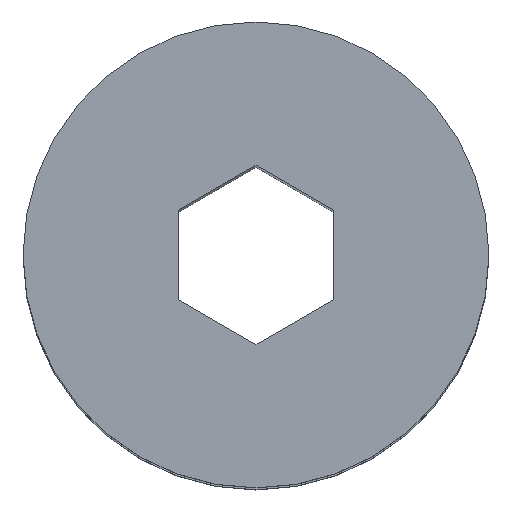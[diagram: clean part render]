
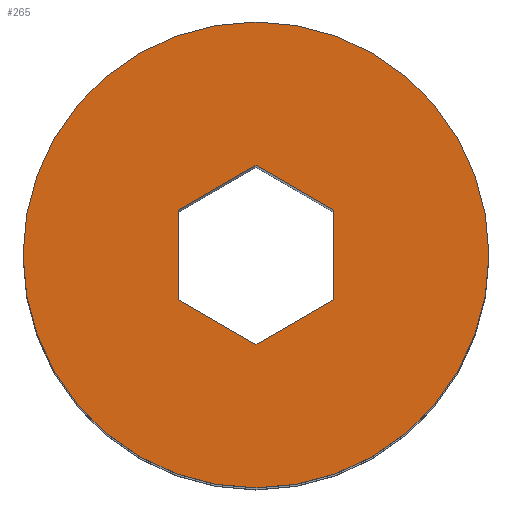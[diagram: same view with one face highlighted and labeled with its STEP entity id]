
A CAD part, top view. The second image highlights one B-rep face of the part: STEP entity #265.
In plain terms, the highlighted planar face has unit normal (0, 0, 1).
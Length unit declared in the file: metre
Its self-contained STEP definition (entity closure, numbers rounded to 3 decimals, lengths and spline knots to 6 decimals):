
#18=CIRCLE('',#343,0.01905);
#25=LINE('',#489,#45);
#26=LINE('',#492,#46);
#27=LINE('',#494,#47);
#28=LINE('',#496,#48);
#29=LINE('',#498,#49);
#30=LINE('',#500,#50);
#45=VECTOR('',#396,1.);
#46=VECTOR('',#397,1.);
#47=VECTOR('',#398,1.);
#48=VECTOR('',#399,1.);
#49=VECTOR('',#400,1.);
#50=VECTOR('',#401,1.);
#62=PLANE('',#344);
#95=ORIENTED_EDGE('',*,*,#154,.F.);
#96=ORIENTED_EDGE('',*,*,#155,.F.);
#97=ORIENTED_EDGE('',*,*,#156,.F.);
#98=ORIENTED_EDGE('',*,*,#157,.F.);
#99=ORIENTED_EDGE('',*,*,#158,.F.);
#100=ORIENTED_EDGE('',*,*,#159,.F.);
#101=ORIENTED_EDGE('',*,*,#153,.T.);
#153=EDGE_CURVE('',#184,#184,#18,.T.);
#154=EDGE_CURVE('',#185,#186,#25,.T.);
#155=EDGE_CURVE('',#187,#185,#26,.T.);
#156=EDGE_CURVE('',#188,#187,#27,.T.);
#157=EDGE_CURVE('',#189,#188,#28,.T.);
#158=EDGE_CURVE('',#190,#189,#29,.T.);
#159=EDGE_CURVE('',#186,#190,#30,.T.);
#184=VERTEX_POINT('',#487);
#185=VERTEX_POINT('',#490);
#186=VERTEX_POINT('',#491);
#187=VERTEX_POINT('',#493);
#188=VERTEX_POINT('',#495);
#189=VERTEX_POINT('',#497);
#190=VERTEX_POINT('',#499);
#211=EDGE_LOOP('',(#95,#96,#97,#98,#99,#100));
#212=EDGE_LOOP('',(#101));
#235=FACE_BOUND('',#211,.T.);
#236=FACE_BOUND('',#212,.T.);
#265=ADVANCED_FACE('',(#235,#236),#62,.F.);
#343=AXIS2_PLACEMENT_3D('',#486,#392,#393);
#344=AXIS2_PLACEMENT_3D('',#488,#394,#395);
#392=DIRECTION('',(0.,0.,1.));
#393=DIRECTION('',(1.,0.,0.));
#394=DIRECTION('',(0.,0.,-1.));
#395=DIRECTION('',(-1.,0.,0.));
#396=DIRECTION('',(0.,-1.,0.));
#397=DIRECTION('',(-0.866,-0.5,0.));
#398=DIRECTION('',(-0.866,0.5,0.));
#399=DIRECTION('',(0.,1.,0.));
#400=DIRECTION('',(0.866,0.5,0.));
#401=DIRECTION('',(0.866,-0.5,0.));
#486=CARTESIAN_POINT('',(0.,0.,0.1016));
#487=CARTESIAN_POINT('',(0.01905,0.,0.1016));
#488=CARTESIAN_POINT('',(0.009525,0.,0.1016));
#489=CARTESIAN_POINT('',(-0.00635,0.,0.1016));
#490=CARTESIAN_POINT('',(-0.00635,0.003666,0.1016));
#491=CARTESIAN_POINT('',(-0.00635,-0.003666,0.1016));
#492=CARTESIAN_POINT('',(-0.003175,0.005499,0.1016));
#493=CARTESIAN_POINT('',(0.,0.007332,0.1016));
#494=CARTESIAN_POINT('',(0.003175,0.005499,0.1016));
#495=CARTESIAN_POINT('',(0.00635,0.003666,0.1016));
#496=CARTESIAN_POINT('',(0.00635,0.,0.1016));
#497=CARTESIAN_POINT('',(0.00635,-0.003666,0.1016));
#498=CARTESIAN_POINT('',(0.003175,-0.005499,0.1016));
#499=CARTESIAN_POINT('',(0.,-0.007332,0.1016));
#500=CARTESIAN_POINT('',(-0.003175,-0.005499,0.1016));
